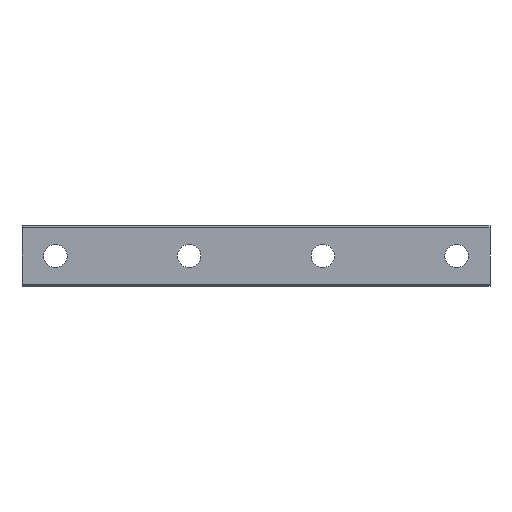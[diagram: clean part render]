
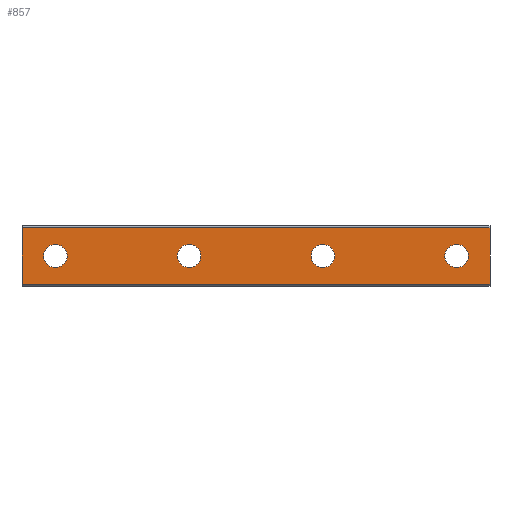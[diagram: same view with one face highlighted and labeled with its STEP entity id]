
A CAD part, front view. The second image highlights one B-rep face of the part: STEP entity #857.
In plain terms, the highlighted planar face has unit normal (0, -1, 0).
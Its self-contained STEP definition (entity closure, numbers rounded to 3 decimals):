
#7 = CARTESIAN_POINT ( 'NONE',  ( 20., 0., 1.75 ) ) ;
#24 = CARTESIAN_POINT ( 'NONE',  ( 40., 0., 0. ) ) ;
#29 = VERTEX_POINT ( 'NONE', #1181 ) ;
#37 = LINE ( 'NONE', #915, #904 ) ;
#59 = AXIS2_PLACEMENT_3D ( 'NONE', #837, #450, #946 ) ;
#66 = DIRECTION ( 'NONE',  ( 0., 1., 0. ) ) ;
#126 = DIRECTION ( 'NONE',  ( 0., 0., -1. ) ) ;
#144 = VERTEX_POINT ( 'NONE', #979 ) ;
#154 = ORIENTED_EDGE ( 'NONE', *, *, #1281, .F. ) ;
#173 = DIRECTION ( 'NONE',  ( 0., 0., 1. ) ) ;
#225 = ORIENTED_EDGE ( 'NONE', *, *, #1087, .F. ) ;
#252 = EDGE_CURVE ( 'NONE', #794, #687, #1450, .T. ) ;
#261 = VERTEX_POINT ( 'NONE', #7 ) ;
#295 = DIRECTION ( 'NONE',  ( 0., -1., 0. ) ) ;
#301 = FACE_BOUND ( 'NONE', #753, .T. ) ;
#309 = VECTOR ( 'NONE', #685, 1000. ) ;
#314 = CARTESIAN_POINT ( 'NONE',  ( 40., 0., 1.75 ) ) ;
#321 = DIRECTION ( 'NONE',  ( 0., -1., 0. ) ) ;
#322 = EDGE_LOOP ( 'NONE', ( #154, #515 ) ) ;
#327 = FACE_BOUND ( 'NONE', #1169, .T. ) ;
#330 = AXIS2_PLACEMENT_3D ( 'NONE', #1213, #1443, #468 ) ;
#339 = EDGE_CURVE ( 'NONE', #1161, #29, #594, .T. ) ;
#346 = CARTESIAN_POINT ( 'NONE',  ( 65., 0., 4.2 ) ) ;
#347 = VERTEX_POINT ( 'NONE', #1447 ) ;
#387 = CARTESIAN_POINT ( 'NONE',  ( 40., 0., 0. ) ) ;
#389 = LINE ( 'NONE', #506, #407 ) ;
#396 = EDGE_LOOP ( 'NONE', ( #1628, #225, #1295, #732 ) ) ;
#403 = AXIS2_PLACEMENT_3D ( 'NONE', #428, #66, #1074 ) ;
#405 = CARTESIAN_POINT ( 'NONE',  ( 40., 0., -1.75 ) ) ;
#407 = VECTOR ( 'NONE', #126, 1000. ) ;
#421 = CARTESIAN_POINT ( 'NONE',  ( 60., 0., 0. ) ) ;
#422 = EDGE_CURVE ( 'NONE', #347, #261, #640, .T. ) ;
#428 = CARTESIAN_POINT ( 'NONE',  ( 65., 0., 4.2 ) ) ;
#431 = CARTESIAN_POINT ( 'NONE',  ( 65., 0., 4.2 ) ) ;
#434 = CARTESIAN_POINT ( 'NONE',  ( 0., 0., 1.75 ) ) ;
#450 = DIRECTION ( 'NONE',  ( 0., -1., 0. ) ) ;
#459 = EDGE_CURVE ( 'NONE', #29, #1161, #767, .T. ) ;
#468 = DIRECTION ( 'NONE',  ( 0., 0., 1. ) ) ;
#502 = EDGE_LOOP ( 'NONE', ( #906, #773 ) ) ;
#506 = CARTESIAN_POINT ( 'NONE',  ( 65., 0., 4.2 ) ) ;
#514 = VERTEX_POINT ( 'NONE', #346 ) ;
#515 = ORIENTED_EDGE ( 'NONE', *, *, #422, .F. ) ;
#532 = DIRECTION ( 'NONE',  ( 0., 0., 1. ) ) ;
#538 = AXIS2_PLACEMENT_3D ( 'NONE', #697, #1206, #1212 ) ;
#541 = DIRECTION ( 'NONE',  ( 0., -1., 0. ) ) ;
#569 = ORIENTED_EDGE ( 'NONE', *, *, #752, .F. ) ;
#573 = CIRCLE ( 'NONE', #538, 1.75 ) ;
#594 = CIRCLE ( 'NONE', #956, 1.75 ) ;
#640 = CIRCLE ( 'NONE', #330, 1.75 ) ;
#650 = CARTESIAN_POINT ( 'NONE',  ( 20., 0., 0. ) ) ;
#659 = ORIENTED_EDGE ( 'NONE', *, *, #459, .F. ) ;
#679 = FACE_OUTER_BOUND ( 'NONE', #396, .T. ) ;
#685 = DIRECTION ( 'NONE',  ( 1., 0., 0. ) ) ;
#687 = VERTEX_POINT ( 'NONE', #405 ) ;
#697 = CARTESIAN_POINT ( 'NONE',  ( 0., 0., 0. ) ) ;
#706 = CARTESIAN_POINT ( 'NONE',  ( 0., 0., 0. ) ) ;
#730 = EDGE_CURVE ( 'NONE', #687, #794, #1133, .T. ) ;
#732 = ORIENTED_EDGE ( 'NONE', *, *, #1639, .F. ) ;
#746 = VECTOR ( 'NONE', #941, 1000. ) ;
#752 = EDGE_CURVE ( 'NONE', #144, #1372, #1066, .T. ) ;
#753 = EDGE_LOOP ( 'NONE', ( #1131, #569 ) ) ;
#767 = CIRCLE ( 'NONE', #59, 1.75 ) ;
#773 = ORIENTED_EDGE ( 'NONE', *, *, #730, .F. ) ;
#789 = CARTESIAN_POINT ( 'NONE',  ( 60., 0., -1.75 ) ) ;
#794 = VERTEX_POINT ( 'NONE', #314 ) ;
#825 = EDGE_CURVE ( 'NONE', #1372, #144, #573, .T. ) ;
#837 = CARTESIAN_POINT ( 'NONE',  ( 60., 0., 0. ) ) ;
#857 = ADVANCED_FACE ( 'NONE', ( #679, #301, #327, #1068, #1080 ), #1566, .F. ) ;
#904 = VECTOR ( 'NONE', #1413, 1000. ) ;
#906 = ORIENTED_EDGE ( 'NONE', *, *, #252, .F. ) ;
#909 = ORIENTED_EDGE ( 'NONE', *, *, #339, .F. ) ;
#915 = CARTESIAN_POINT ( 'NONE',  ( 65., 0., -4.2 ) ) ;
#918 = DIRECTION ( 'NONE',  ( 0., -1., 0. ) ) ;
#941 = DIRECTION ( 'NONE',  ( 0., 0., 1. ) ) ;
#946 = DIRECTION ( 'NONE',  ( 0., 0., 1. ) ) ;
#956 = AXIS2_PLACEMENT_3D ( 'NONE', #421, #295, #1424 ) ;
#979 = CARTESIAN_POINT ( 'NONE',  ( 0., 0., -1.75 ) ) ;
#1042 = DIRECTION ( 'NONE',  ( 0., 0., 1. ) ) ;
#1050 = CARTESIAN_POINT ( 'NONE',  ( -5., 0., -4.2 ) ) ;
#1057 = CARTESIAN_POINT ( 'NONE',  ( -5., 0., 4.2 ) ) ;
#1066 = CIRCLE ( 'NONE', #1324, 1.75 ) ;
#1068 = FACE_BOUND ( 'NONE', #502, .T. ) ;
#1071 = CARTESIAN_POINT ( 'NONE',  ( 65., 0., -4.2 ) ) ;
#1074 = DIRECTION ( 'NONE',  ( 0., 0., 1. ) ) ;
#1080 = FACE_BOUND ( 'NONE', #322, .T. ) ;
#1087 = EDGE_CURVE ( 'NONE', #514, #1614, #389, .T. ) ;
#1131 = ORIENTED_EDGE ( 'NONE', *, *, #825, .F. ) ;
#1133 = CIRCLE ( 'NONE', #1559, 1.75 ) ;
#1149 = DIRECTION ( 'NONE',  ( 0., 0., 1. ) ) ;
#1161 = VERTEX_POINT ( 'NONE', #789 ) ;
#1169 = EDGE_LOOP ( 'NONE', ( #659, #909 ) ) ;
#1170 = CIRCLE ( 'NONE', #1608, 1.75 ) ;
#1181 = CARTESIAN_POINT ( 'NONE',  ( 60., 0., 1.75 ) ) ;
#1206 = DIRECTION ( 'NONE',  ( 0., -1., 0. ) ) ;
#1212 = DIRECTION ( 'NONE',  ( 0., 0., 1. ) ) ;
#1213 = CARTESIAN_POINT ( 'NONE',  ( 20., 0., 0. ) ) ;
#1230 = EDGE_CURVE ( 'NONE', #1341, #514, #1549, .T. ) ;
#1281 = EDGE_CURVE ( 'NONE', #261, #347, #1170, .T. ) ;
#1290 = LINE ( 'NONE', #1299, #746 ) ;
#1292 = EDGE_CURVE ( 'NONE', #1614, #1309, #37, .T. ) ;
#1295 = ORIENTED_EDGE ( 'NONE', *, *, #1230, .F. ) ;
#1299 = CARTESIAN_POINT ( 'NONE',  ( -5., 0., 4.2 ) ) ;
#1309 = VERTEX_POINT ( 'NONE', #1050 ) ;
#1324 = AXIS2_PLACEMENT_3D ( 'NONE', #706, #321, #173 ) ;
#1341 = VERTEX_POINT ( 'NONE', #1057 ) ;
#1372 = VERTEX_POINT ( 'NONE', #434 ) ;
#1391 = DIRECTION ( 'NONE',  ( 0., -1., 0. ) ) ;
#1413 = DIRECTION ( 'NONE',  ( -1., 0., 0. ) ) ;
#1424 = DIRECTION ( 'NONE',  ( 0., 0., 1. ) ) ;
#1443 = DIRECTION ( 'NONE',  ( 0., -1., 0. ) ) ;
#1447 = CARTESIAN_POINT ( 'NONE',  ( 20., 0., -1.75 ) ) ;
#1450 = CIRCLE ( 'NONE', #1498, 1.75 ) ;
#1498 = AXIS2_PLACEMENT_3D ( 'NONE', #387, #918, #532 ) ;
#1549 = LINE ( 'NONE', #431, #309 ) ;
#1559 = AXIS2_PLACEMENT_3D ( 'NONE', #24, #541, #1042 ) ;
#1566 = PLANE ( 'NONE',  #403 ) ;
#1608 = AXIS2_PLACEMENT_3D ( 'NONE', #650, #1391, #1149 ) ;
#1614 = VERTEX_POINT ( 'NONE', #1071 ) ;
#1628 = ORIENTED_EDGE ( 'NONE', *, *, #1292, .F. ) ;
#1639 = EDGE_CURVE ( 'NONE', #1309, #1341, #1290, .T. ) ;
